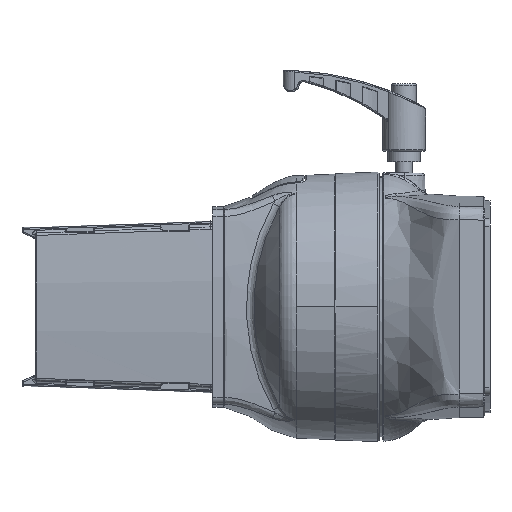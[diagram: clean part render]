
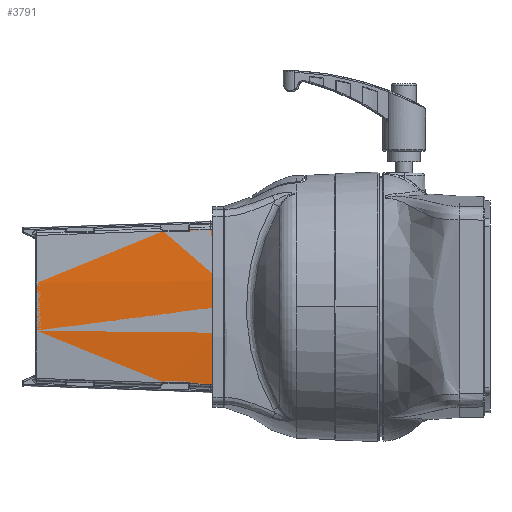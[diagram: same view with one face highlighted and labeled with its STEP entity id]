
A CAD part, left-side view. The second image highlights one B-rep face of the part: STEP entity #3791.
In plain terms, the highlighted cylindrical face has radius 249 mm (diameter 498 mm), a partial arc.
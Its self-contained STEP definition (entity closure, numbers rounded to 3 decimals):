
#513=CARTESIAN_POINT('',(227.25,38.,0.));
#514=DIRECTION('',(0.,-1.,0.));
#515=DIRECTION('',(-0.993,0.,0.116));
#516=AXIS2_PLACEMENT_3D('',#513,#514,#515);
#518=DIRECTION('',(0.,1.,0.));
#519=VECTOR('',#518,3.983);
#520=CARTESIAN_POINT('',(-20.071,38.,-28.866));
#521=LINE('',#520,#519);
#522=CARTESIAN_POINT('',(-20.102,49.5,-28.602));
#523=CARTESIAN_POINT('',(-20.097,48.261,-28.646));
#524=CARTESIAN_POINT('',(-20.087,45.77,-28.733));
#525=CARTESIAN_POINT('',(-20.076,43.25,-28.821));
#526=CARTESIAN_POINT('',(-20.071,41.983,-28.866));
#528=CARTESIAN_POINT('',(227.25,49.5,0.));
#529=DIRECTION('',(0.,1.,0.));
#530=DIRECTION('',(-0.993,0.,-0.115));
#531=AXIS2_PLACEMENT_3D('',#528,#529,#530);
#533=CARTESIAN_POINT('',(-20.114,49.5,-28.5));
#534=CARTESIAN_POINT('',(-20.121,49.5,-28.432));
#535=CARTESIAN_POINT('',(-20.136,49.526,-28.306));
#536=CARTESIAN_POINT('',(-20.155,49.636,-28.137));
#537=CARTESIAN_POINT('',(-20.168,49.806,-28.026));
#538=CARTESIAN_POINT('',(-20.171,49.932,-28.));
#539=CARTESIAN_POINT('',(-20.171,50.,-28.));
#541=DIRECTION('',(0.,1.,0.));
#542=VECTOR('',#541,9.189);
#543=CARTESIAN_POINT('',(-20.171,50.,-28.));
#544=LINE('',#543,#542);
#545=CARTESIAN_POINT('',(-20.171,59.189,-28.));
#546=CARTESIAN_POINT('',(-20.171,59.257,-28.));
#547=CARTESIAN_POINT('',(-20.168,59.385,-28.027));
#548=CARTESIAN_POINT('',(-20.16,59.494,-28.098));
#549=CARTESIAN_POINT('',(-20.154,59.542,-28.146));
#551=CARTESIAN_POINT('',(-20.154,59.542,-28.146));
#552=CARTESIAN_POINT('',(-20.15,59.576,-28.18));
#553=CARTESIAN_POINT('',(-20.146,59.609,-28.213));
#554=CARTESIAN_POINT('',(-20.143,59.643,-28.247));
#556=CARTESIAN_POINT('',(-20.325,106.5,-26.604));
#557=CARTESIAN_POINT('',(-20.306,101.597,-26.776));
#558=CARTESIAN_POINT('',(-20.268,91.59,-27.127));
#559=CARTESIAN_POINT('',(-20.208,76.103,-27.67));
#560=CARTESIAN_POINT('',(-20.165,65.21,-28.052));
#561=CARTESIAN_POINT('',(-20.143,59.643,-28.247));
#563=CARTESIAN_POINT('',(227.25,106.5,0.));
#564=DIRECTION('',(0.,-1.,0.));
#565=DIRECTION('',(-0.994,0.,0.107));
#566=AXIS2_PLACEMENT_3D('',#563,#564,#565);
#568=CARTESIAN_POINT('',(-20.325,106.5,26.604));
#569=CARTESIAN_POINT('',(-20.306,101.597,26.776));
#570=CARTESIAN_POINT('',(-20.268,91.589,27.127));
#571=CARTESIAN_POINT('',(-20.208,76.102,27.67));
#572=CARTESIAN_POINT('',(-20.165,65.21,28.052));
#573=CARTESIAN_POINT('',(-20.143,59.643,28.247));
#575=CARTESIAN_POINT('',(-20.143,59.643,28.247));
#576=CARTESIAN_POINT('',(-20.146,59.609,28.213));
#577=CARTESIAN_POINT('',(-20.15,59.576,28.18));
#578=CARTESIAN_POINT('',(-20.154,59.542,28.146));
#580=CARTESIAN_POINT('',(-20.154,59.542,28.146));
#581=CARTESIAN_POINT('',(-20.16,59.494,28.098));
#582=CARTESIAN_POINT('',(-20.168,59.385,28.027));
#583=CARTESIAN_POINT('',(-20.171,59.257,28.));
#584=CARTESIAN_POINT('',(-20.171,59.189,28.));
#586=DIRECTION('',(0.,1.,0.));
#587=VECTOR('',#586,9.189);
#588=CARTESIAN_POINT('',(-20.171,50.,28.));
#589=LINE('',#588,#587);
#590=CARTESIAN_POINT('',(-20.171,50.,28.));
#591=CARTESIAN_POINT('',(-20.171,49.932,28.));
#592=CARTESIAN_POINT('',(-20.168,49.806,28.026));
#593=CARTESIAN_POINT('',(-20.155,49.637,28.137));
#594=CARTESIAN_POINT('',(-20.136,49.526,28.306));
#595=CARTESIAN_POINT('',(-20.121,49.5,28.432));
#596=CARTESIAN_POINT('',(-20.114,49.5,28.5));
#598=CARTESIAN_POINT('',(227.25,49.5,0.));
#599=DIRECTION('',(0.,1.,0.));
#600=DIRECTION('',(-0.993,0.,0.114));
#601=AXIS2_PLACEMENT_3D('',#598,#599,#600);
#603=CARTESIAN_POINT('',(-20.102,49.5,28.602));
#604=CARTESIAN_POINT('',(-20.097,48.261,28.646));
#605=CARTESIAN_POINT('',(-20.087,45.77,28.733));
#606=CARTESIAN_POINT('',(-20.076,43.25,28.821));
#607=CARTESIAN_POINT('',(-20.071,41.983,28.866));
#609=DIRECTION('',(0.,-1.,0.));
#610=VECTOR('',#609,3.983);
#611=CARTESIAN_POINT('',(-20.071,41.983,28.866));
#612=LINE('',#611,#610);
#1081=CARTESIAN_POINT('',(-20.102,49.5,28.602));
#1096=CARTESIAN_POINT('',(-20.071,41.983,28.866));
#1144=CARTESIAN_POINT('',(-20.143,59.643,28.247));
#1211=CARTESIAN_POINT('',(-20.071,41.983,
-28.866));
#1228=CARTESIAN_POINT('',(-20.325,106.5,
-26.604));
#1236=CARTESIAN_POINT('',(-20.143,59.643,
-28.247));
#2923=VERTEX_POINT('',#1096);
#2927=VERTEX_POINT('',#1211);
#2988=VERTEX_POINT('',#1081);
#2992=VERTEX_POINT('',#522);
#2999=VERTEX_POINT('',#1144);
#3000=VERTEX_POINT('',#1236);
#3069=CARTESIAN_POINT('',(-20.171,50.,28.));
#3070=CARTESIAN_POINT('',(-20.171,59.189,28.));
#3071=VERTEX_POINT('',#3069);
#3072=VERTEX_POINT('',#3070);
#3073=CARTESIAN_POINT('',(-20.114,49.5,28.5));
#3074=VERTEX_POINT('',#3073);
#3079=VERTEX_POINT('',#578);
#3080=CARTESIAN_POINT('',(-20.114,49.5,-28.5));
#3081=VERTEX_POINT('',#3080);
#3082=CARTESIAN_POINT('',(-20.171,50.,-28.));
#3083=CARTESIAN_POINT('',(-20.171,59.189,-28.));
#3084=VERTEX_POINT('',#3082);
#3085=VERTEX_POINT('',#3083);
#3086=VERTEX_POINT('',#551);
#3133=VERTEX_POINT('',#1228);
#3135=CARTESIAN_POINT('',(-20.325,106.5,26.604));
#3136=VERTEX_POINT('',#3135);
#3181=CARTESIAN_POINT('',(-20.071,38.,-28.866));
#3182=CARTESIAN_POINT('',(-20.071,38.,28.866));
#3183=VERTEX_POINT('',#3181);
#3184=VERTEX_POINT('',#3182);
#3748=CARTESIAN_POINT('',(227.25,37.,0.));
#3749=DIRECTION('',(0.,1.,0.));
#3750=DIRECTION('',(-1.,0.,0.));
#3751=AXIS2_PLACEMENT_3D('',#3748,#3749,#3750);
#3752=CYLINDRICAL_SURFACE('',#3751,249.);
#3754=ORIENTED_EDGE('',*,*,#3753,.T.);
#3756=ORIENTED_EDGE('',*,*,#3755,.T.);
#3758=ORIENTED_EDGE('',*,*,#3757,.F.);
#3760=ORIENTED_EDGE('',*,*,#3759,.T.);
#3762=ORIENTED_EDGE('',*,*,#3761,.T.);
#3764=ORIENTED_EDGE('',*,*,#3763,.T.);
#3766=ORIENTED_EDGE('',*,*,#3765,.T.);
#3768=ORIENTED_EDGE('',*,*,#3767,.T.);
#3770=ORIENTED_EDGE('',*,*,#3769,.F.);
#3772=ORIENTED_EDGE('',*,*,#3771,.F.);
#3774=ORIENTED_EDGE('',*,*,#3773,.T.);
#3776=ORIENTED_EDGE('',*,*,#3775,.T.);
#3778=ORIENTED_EDGE('',*,*,#3777,.T.);
#3780=ORIENTED_EDGE('',*,*,#3779,.F.);
#3782=ORIENTED_EDGE('',*,*,#3781,.T.);
#3784=ORIENTED_EDGE('',*,*,#3783,.T.);
#3786=ORIENTED_EDGE('',*,*,#3785,.T.);
#3788=ORIENTED_EDGE('',*,*,#3787,.T.);
#3789=EDGE_LOOP('',(#3754,#3756,#3758,#3760,#3762,#3764,#3766,#3768,#3770,#3772,
#3774,#3776,#3778,#3780,#3782,#3784,#3786,#3788));
#3790=FACE_OUTER_BOUND('',#3789,.F.);
#517=CIRCLE('',#516,249.);
#527=B_SPLINE_CURVE_WITH_KNOTS('',3,(#522,#523,#524,#525,#526),.UNSPECIFIED.,
.F.,.F.,(4,1,4),(0.,0.5,1.),.UNSPECIFIED.);
#532=CIRCLE('',#531,249.);
#540=B_SPLINE_CURVE_WITH_KNOTS('',3,(#533,#534,#535,#536,#537,#538,#539),
.UNSPECIFIED.,.F.,.F.,(4,1,1,1,4),(0.,0.25,0.5,0.75,1.),
.UNSPECIFIED.);
#550=B_SPLINE_CURVE_WITH_KNOTS('',3,(#545,#546,#547,#548,#549),.UNSPECIFIED.,
.F.,.F.,(4,1,4),(0.,0.5,1.),.UNSPECIFIED.);
#555=B_SPLINE_CURVE_WITH_KNOTS('',3,(#551,#552,#553,#554),.UNSPECIFIED.,.F.,.F.,
(4,4),(0.,1.),.UNSPECIFIED.);
#562=B_SPLINE_CURVE_WITH_KNOTS('',3,(#556,#557,#558,#559,#560,#561),
.UNSPECIFIED.,.F.,.F.,(4,1,1,4),(0.,0.333,0.667,1.),
.UNSPECIFIED.);
#567=CIRCLE('',#566,249.);
#574=B_SPLINE_CURVE_WITH_KNOTS('',3,(#568,#569,#570,#571,#572,#573),
.UNSPECIFIED.,.F.,.F.,(4,1,1,4),(0.,0.333,0.667,1.),
.UNSPECIFIED.);
#579=B_SPLINE_CURVE_WITH_KNOTS('',3,(#575,#576,#577,#578),.UNSPECIFIED.,.F.,.F.,
(4,4),(0.,1.),.UNSPECIFIED.);
#585=B_SPLINE_CURVE_WITH_KNOTS('',3,(#580,#581,#582,#583,#584),.UNSPECIFIED.,
.F.,.F.,(4,1,4),(0.,0.5,1.),.UNSPECIFIED.);
#597=B_SPLINE_CURVE_WITH_KNOTS('',3,(#590,#591,#592,#593,#594,#595,#596),
.UNSPECIFIED.,.F.,.F.,(4,1,1,1,4),(0.,0.25,0.5,0.75,1.),
.UNSPECIFIED.);
#602=CIRCLE('',#601,249.);
#608=B_SPLINE_CURVE_WITH_KNOTS('',3,(#603,#604,#605,#606,#607),.UNSPECIFIED.,
.F.,.F.,(4,1,4),(0.,0.5,1.),.UNSPECIFIED.);
#3753=EDGE_CURVE('',#3184,#3183,#517,.T.);
#3755=EDGE_CURVE('',#3183,#2927,#521,.T.);
#3757=EDGE_CURVE('',#2992,#2927,#527,.T.);
#3759=EDGE_CURVE('',#2992,#3081,#532,.T.);
#3761=EDGE_CURVE('',#3081,#3084,#540,.T.);
#3763=EDGE_CURVE('',#3084,#3085,#544,.T.);
#3765=EDGE_CURVE('',#3085,#3086,#550,.T.);
#3767=EDGE_CURVE('',#3086,#3000,#555,.T.);
#3769=EDGE_CURVE('',#3133,#3000,#562,.T.);
#3771=EDGE_CURVE('',#3136,#3133,#567,.T.);
#3773=EDGE_CURVE('',#3136,#2999,#574,.T.);
#3775=EDGE_CURVE('',#2999,#3079,#579,.T.);
#3777=EDGE_CURVE('',#3079,#3072,#585,.T.);
#3779=EDGE_CURVE('',#3071,#3072,#589,.T.);
#3781=EDGE_CURVE('',#3071,#3074,#597,.T.);
#3783=EDGE_CURVE('',#3074,#2988,#602,.T.);
#3785=EDGE_CURVE('',#2988,#2923,#608,.T.);
#3787=EDGE_CURVE('',#2923,#3184,#612,.T.);
#3791=ADVANCED_FACE('',(#3790),#3752,.T.);
